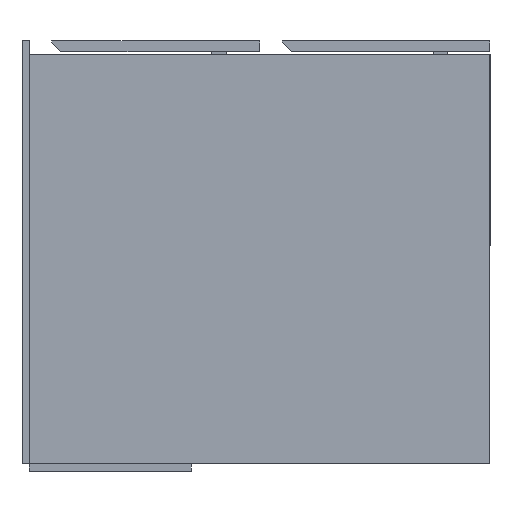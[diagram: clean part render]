
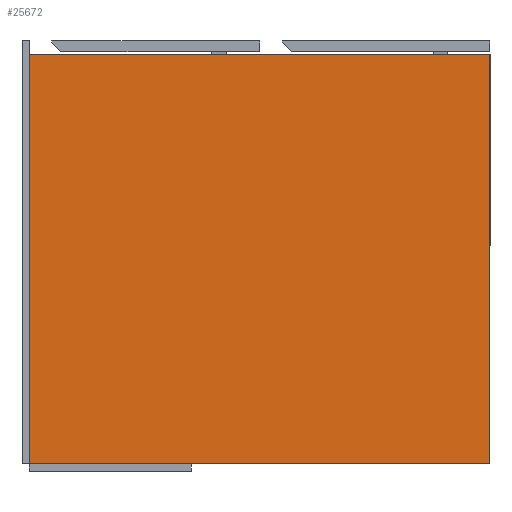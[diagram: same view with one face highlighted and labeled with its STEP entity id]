
A CAD part, left-side view. The second image highlights one B-rep face of the part: STEP entity #25672.
In plain terms, the highlighted planar face has unit normal (-1, 0, 0).
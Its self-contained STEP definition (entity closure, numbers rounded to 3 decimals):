
#478 = VECTOR ( 'NONE', #10020, 1000. ) ;
#497 = VERTEX_POINT ( 'NONE', #28619 ) ;
#1174 = CARTESIAN_POINT ( 'NONE',  ( 2., 0., -470. ) ) ;
#1746 = LINE ( 'NONE', #1174, #478 ) ;
#2478 = EDGE_CURVE ( 'NONE', #3864, #497, #1746, .T. ) ;
#3287 = DIRECTION ( 'NONE',  ( 0., 0., 1. ) ) ;
#3501 = CARTESIAN_POINT ( 'NONE',  ( 2., 967.397, -470. ) ) ;
#3864 = VERTEX_POINT ( 'NONE', #4744 ) ;
#4212 = LINE ( 'NONE', #24280, #19462 ) ;
#4568 = DIRECTION ( 'NONE',  ( 0., -1., 0. ) ) ;
#4744 = CARTESIAN_POINT ( 'NONE',  ( 2., 0., -470. ) ) ;
#5205 = CARTESIAN_POINT ( 'NONE',  ( 2., 512., -470. ) ) ;
#6007 = ORIENTED_EDGE ( 'NONE', *, *, #26316, .F. ) ;
#6063 = CARTESIAN_POINT ( 'NONE',  ( 2., 512., -15. ) ) ;
#7775 = ORIENTED_EDGE ( 'NONE', *, *, #2478, .T. ) ;
#9776 = EDGE_CURVE ( 'NONE', #23893, #497, #18063, .T. ) ;
#10020 = DIRECTION ( 'NONE',  ( 0., 0., 1. ) ) ;
#13197 = DIRECTION ( 'NONE',  ( 0., 0., -1. ) ) ;
#14823 = ORIENTED_EDGE ( 'NONE', *, *, #9776, .F. ) ;
#15155 = ORIENTED_EDGE ( 'NONE', *, *, #16657, .T. ) ;
#15239 = DIRECTION ( 'NONE',  ( 0., -1., 0. ) ) ;
#16657 = EDGE_CURVE ( 'NONE', #26238, #3864, #4212, .T. ) ;
#18063 = LINE ( 'NONE', #22291, #25208 ) ;
#19462 = VECTOR ( 'NONE', #15239, 1000. ) ;
#20870 = CARTESIAN_POINT ( 'NONE',  ( 2., 512., -470. ) ) ;
#20958 = VECTOR ( 'NONE', #3287, 1000. ) ;
#21771 = PLANE ( 'NONE',  #24682 ) ;
#22291 = CARTESIAN_POINT ( 'NONE',  ( 2., 967.397, -15. ) ) ;
#22622 = LINE ( 'NONE', #20870, #20958 ) ;
#23507 = EDGE_LOOP ( 'NONE', ( #6007, #15155, #7775, #14823 ) ) ;
#23893 = VERTEX_POINT ( 'NONE', #6063 ) ;
#24280 = CARTESIAN_POINT ( 'NONE',  ( 2., 967.397, -470. ) ) ;
#24404 = FACE_OUTER_BOUND ( 'NONE', #23507, .T. ) ;
#24682 = AXIS2_PLACEMENT_3D ( 'NONE', #3501, #28610, #13197 ) ;
#25208 = VECTOR ( 'NONE', #4568, 1000. ) ;
#25672 = ADVANCED_FACE ( 'NONE', ( #24404 ), #21771, .F. ) ;
#26238 = VERTEX_POINT ( 'NONE', #5205 ) ;
#26316 = EDGE_CURVE ( 'NONE', #26238, #23893, #22622, .T. ) ;
#28610 = DIRECTION ( 'NONE',  ( 1., 0., 0. ) ) ;
#28619 = CARTESIAN_POINT ( 'NONE',  ( 2., 0., -15. ) ) ;
